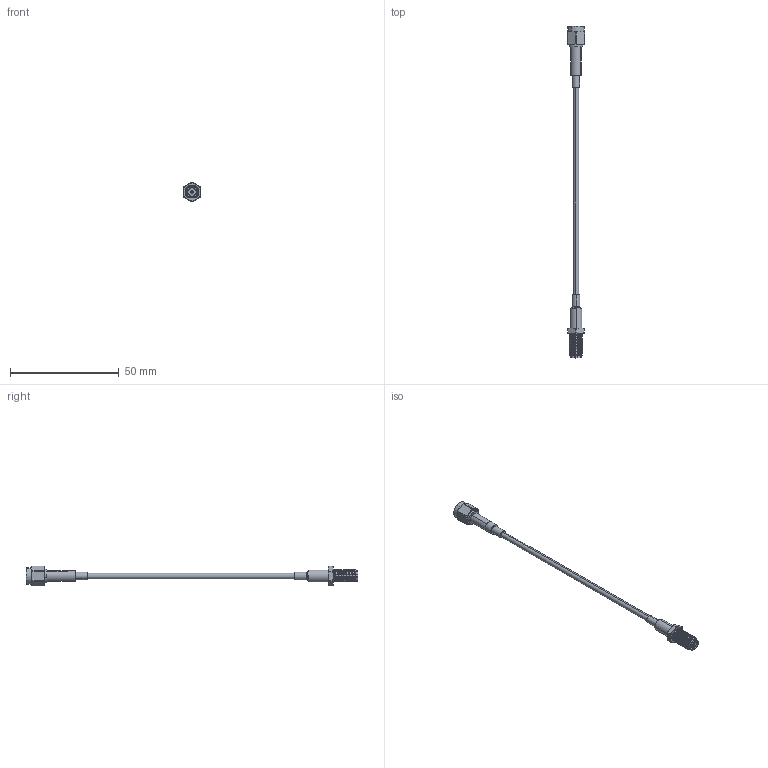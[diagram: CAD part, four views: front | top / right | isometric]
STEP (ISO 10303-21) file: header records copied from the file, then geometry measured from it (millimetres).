
FILE_DESCRIPTION(('FreeCAD Model'),'2;1');
FILE_NAME('./SMA_bulkhead_jack_and_cable_assy.stp','2020-10-07T13:39:47',('Author'),(''), 'Open CASCADE STEP processor 7.3','FreeCAD','Unknown');
FILE_SCHEMA(('AUTOMOTIVE_DESIGN { 1 0 10303 214 1 1 1 1 }'));
Length unit declared in the file: millimetre
Products named in the file (18): SMA_bulkhead_jack_and_cable_assy; 65503503215306_1; 65503503215306_2; 65503503215306_3; 65503503215306_4; 65503503215306_5; 65503503215306_6; 65503503215306_7; 65503503215306_8; 65503503215306_9; 65503503215306_10; 65503503215306_11; 65503503215306_12; 65503503215306_13; 65503503215306_14; 65503503215306_15; 65503503215306_16; 65503503215306_17
Assembly tree (17 placements, depth 2):
  SMA_bulkhead_jack_and_cable_assy
    65503503215306_1
    65503503215306_2
    65503503215306_3
    65503503215306_4
    65503503215306_5
    65503503215306_6
    65503503215306_7
    65503503215306_8
    65503503215306_9
    65503503215306_10
    65503503215306_11
    65503503215306_12
    65503503215306_13
    65503503215306_14
    65503503215306_15
    65503503215306_16
    65503503215306_17
Bounding box: 8.18 x 152.4 x 9.04 mm (x, y, z)
Volume: 1758.1 mm3; surface area: 7579.4 mm2
Topology: 17 solids, 17 shells, 402 faces, 1049 edges, 701 vertices
Faces by surface type: cylinder 214, plane 97, cone 41, bspline 32, torus 18
Entity records: 19240 total; most frequent: CARTESIAN_POINT 6777, ORIENTED_EDGE 2098, DIRECTION 1860, EDGE_CURVE 1049, AXIS2_PLACEMENT_3D 757, VERTEX_POINT 701, FACE_BOUND 450, EDGE_LOOP 450
